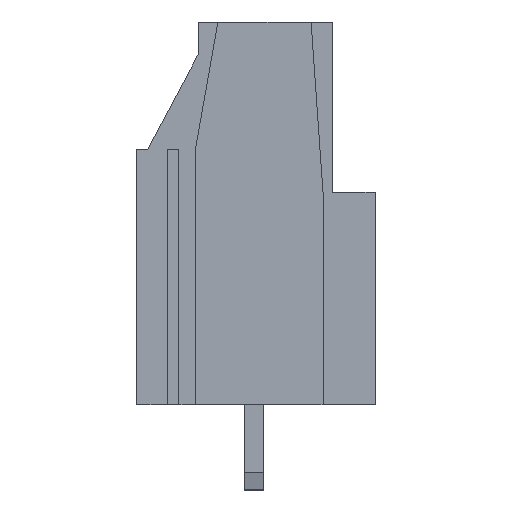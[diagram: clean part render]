
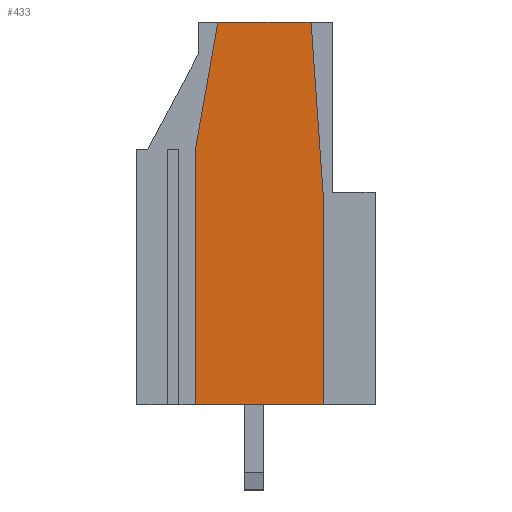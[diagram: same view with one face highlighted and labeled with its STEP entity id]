
A CAD part, front view. The second image highlights one B-rep face of the part: STEP entity #433.
In plain terms, the highlighted planar face has unit normal (0, -1, 0).
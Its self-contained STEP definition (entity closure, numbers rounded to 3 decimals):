
#433=ADVANCED_FACE('',(#888),#889,.F.);
#888=FACE_OUTER_BOUND('',#1364,.T.);
#889=PLANE('',#1365);
#1364=EDGE_LOOP('',(#2678,#2679,#2680,#2681,#2682,#2683));
#1365=AXIS2_PLACEMENT_3D('',#2684,#2685,#2686);
#2678=ORIENTED_EDGE('',*,*,#3446,.T.);
#2679=ORIENTED_EDGE('',*,*,#3370,.F.);
#2680=ORIENTED_EDGE('',*,*,#3456,.F.);
#2681=ORIENTED_EDGE('',*,*,#3457,.T.);
#2682=ORIENTED_EDGE('',*,*,#3458,.T.);
#2683=ORIENTED_EDGE('',*,*,#3450,.T.);
#2684=CARTESIAN_POINT('',(3.808,-14.49,-6.2));
#2685=DIRECTION('',(-0.0,1.0,0.0));
#2686=DIRECTION('',(1.0,0.0,0.0));
#3370=EDGE_CURVE('',#4178,#4180,#4181,.T.);
#3446=EDGE_CURVE('',#4308,#4180,#4309,.T.);
#3450=EDGE_CURVE('',#4314,#4308,#4315,.T.);
#3456=EDGE_CURVE('',#4322,#4178,#4323,.T.);
#3457=EDGE_CURVE('',#4322,#4324,#4325,.T.);
#3458=EDGE_CURVE('',#4324,#4314,#4326,.T.);
#4178=VERTEX_POINT('',#5356);
#4180=VERTEX_POINT('',#5359);
#4181=LINE('',#5360,#5361);
#4308=VERTEX_POINT('',#5549);
#4309=LINE('',#5550,#5551);
#4314=VERTEX_POINT('',#5558);
#4315=LINE('',#5559,#5560);
#4322=VERTEX_POINT('',#5570);
#4323=LINE('',#5571,#5572);
#4324=VERTEX_POINT('',#5573);
#4325=LINE('',#5574,#5575);
#4326=LINE('',#5576,#5577);
#5356=CARTESIAN_POINT('',(2.75,-14.49,12.0));
#5359=CARTESIAN_POINT('',(3.808,-14.49,18.0));
#5360=CARTESIAN_POINT('',(2.75,-14.49,12.0));
#5361=VECTOR('',#6066,1000.0);
#5549=CARTESIAN_POINT('',(8.191,-14.49,18.0));
#5550=CARTESIAN_POINT('',(5.35,-14.49,18.0));
#5551=VECTOR('',#6137,1000.0);
#5558=CARTESIAN_POINT('',(8.75,-14.49,10.0));
#5559=CARTESIAN_POINT('',(8.75,-14.49,10.0));
#5560=VECTOR('',#6140,1000.0);
#5570=CARTESIAN_POINT('',(2.75,-14.49,0.));
#5571=CARTESIAN_POINT('',(2.75,-14.49,0.));
#5572=VECTOR('',#6144,1000.0);
#5573=CARTESIAN_POINT('',(8.75,-14.49,0.));
#5574=CARTESIAN_POINT('',(5.35,-14.49,0.));
#5575=VECTOR('',#6145,1000.0);
#5576=CARTESIAN_POINT('',(8.75,-14.49,0.));
#5577=VECTOR('',#6146,1000.0);
#6066=DIRECTION('',(0.174,0.0,0.985));
#6137=DIRECTION('',(-1.0,0.0,0.0));
#6140=DIRECTION('',(-0.07,0.0,0.998));
#6144=DIRECTION('',(0.0,0.0,1.0));
#6145=DIRECTION('',(1.0,0.0,0.0));
#6146=DIRECTION('',(0.,0.0,1.0));
